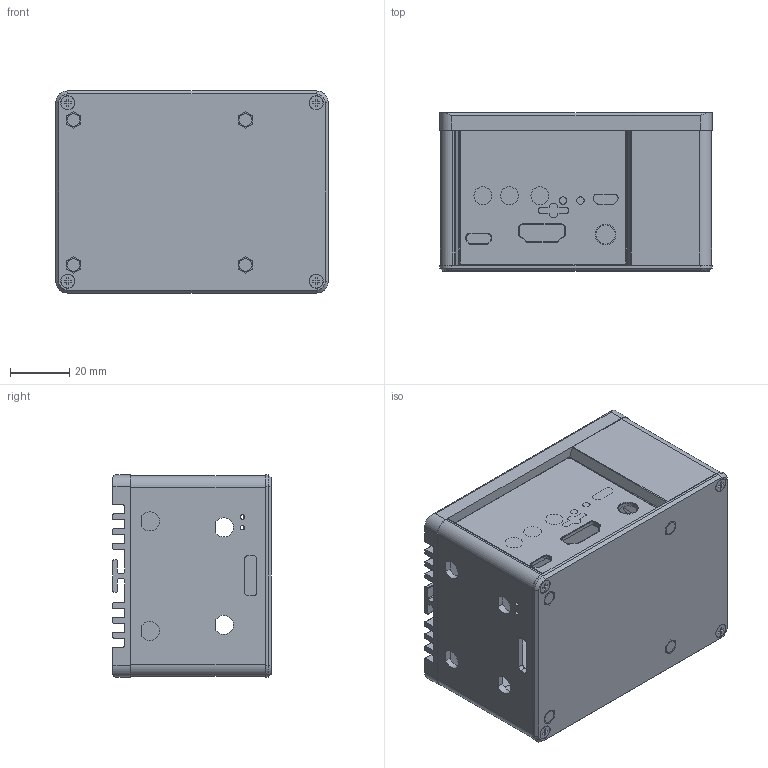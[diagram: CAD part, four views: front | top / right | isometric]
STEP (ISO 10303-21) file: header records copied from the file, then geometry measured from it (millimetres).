
FILE_DESCRIPTION((''),'2;1');
FILE_NAME('RAK7243-0_ASM','2020-12-09T',('lina'),(''),'PRO/ENGINEER BY PARAMETRIC TECHNOLOGY CORPORATION, 2010280','PRO/ENGINEER BY PARAMETRIC TECHNOLOGY CORPORATION, 2010280','');
FILE_SCHEMA(('AUTOMOTIVE_DESIGN { 1 2 10303 214 0 1 1 1 }'));
Length unit declared in the file: millimetre
Products named in the file (11): RAKU71420024; BSO-M2_5-8-ZC; RAKU71420024_ASM; RAKU71420025; RAKU71420026; GB819-85_M2_5X5_H; GB819-85_M2_5X10_H; RAKU31400006_ASM; HEXON_M2_5X11-6; RAKU77050008; RAK7243-0_ASM
Assembly tree (22 placements, depth 4):
  RAK7243-0_ASM
    RAKU31400006_ASM
      RAKU71420024_ASM
        RAKU71420024
        BSO-M2_5-8-ZC  x4
      RAKU71420025
      RAKU71420026
      GB819-85_M2_5X5_H  x4
      GB819-85_M2_5X10_H  x4
    HEXON_M2_5X11-6  x4
    RAKU77050008
Bounding box: 92 x 53.5 x 68.3 mm (x, y, z)
Volume: 66328.7 mm3; surface area: 70764.5 mm2
Topology: 20 solids, 20 shells, 645 faces, 1703 edges, 1114 vertices
Faces by surface type: plane 345, cylinder 232, cone 68
Entity records: 18641 total; most frequent: CARTESIAN_POINT 2654, DIRECTION 2569, ORIENTED_EDGE 2394, PRESENTATION_STYLE_ASSIGNMENT 1206, STYLED_ITEM 1205, CURVE_STYLE 1197, EDGE_CURVE 1197, AXIS2_PLACEMENT_3D 913
